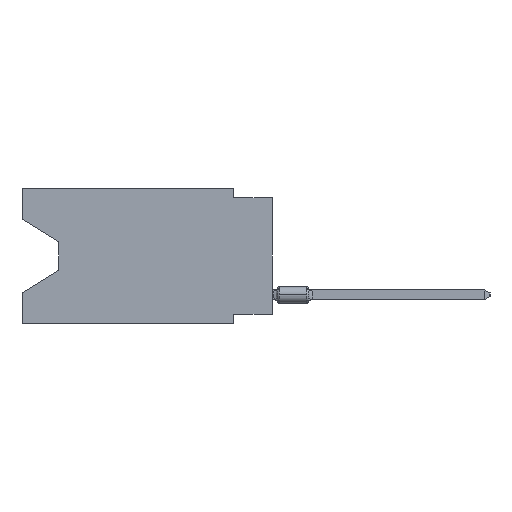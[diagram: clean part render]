
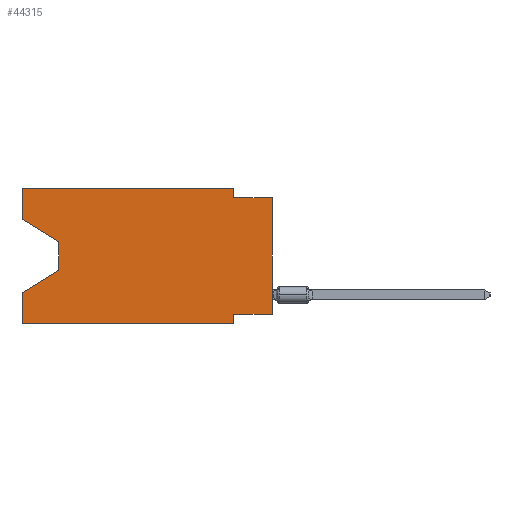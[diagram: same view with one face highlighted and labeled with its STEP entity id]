
A CAD part, left-side view. The second image highlights one B-rep face of the part: STEP entity #44315.
In plain terms, the highlighted planar face has unit normal (-1, 0, 0).
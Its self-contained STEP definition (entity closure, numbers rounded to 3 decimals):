
#613 = ORIENTED_EDGE ( 'NONE', *, *, #13521, .T. ) ;
#2328 = VERTEX_POINT ( 'NONE', #42729 ) ;
#3447 = DIRECTION ( 'NONE',  ( 0., 0., 1. ) ) ;
#5365 = CARTESIAN_POINT ( 'NONE',  ( 0., 0., -0.635 ) ) ;
#5446 = VERTEX_POINT ( 'NONE', #59517 ) ;
#6518 = ORIENTED_EDGE ( 'NONE', *, *, #16932, .F. ) ;
#6766 = EDGE_CURVE ( 'NONE', #29111, #37010, #19475, .T. ) ;
#7979 = EDGE_CURVE ( 'NONE', #33222, #23024, #56274, .T. ) ;
#9860 = ORIENTED_EDGE ( 'NONE', *, *, #17638, .T. ) ;
#10989 = VECTOR ( 'NONE', #29629, 1000. ) ;
#11476 = ORIENTED_EDGE ( 'NONE', *, *, #60034, .T. ) ;
#11820 = CARTESIAN_POINT ( 'NONE',  ( 0., 13.97, -5.385 ) ) ;
#11897 = CARTESIAN_POINT ( 'NONE',  ( 0., 0., 0. ) ) ;
#12372 = ORIENTED_EDGE ( 'NONE', *, *, #39217, .F. ) ;
#13089 = VECTOR ( 'NONE', #41706, 1000. ) ;
#13521 = EDGE_CURVE ( 'NONE', #32607, #37010, #62697, .T. ) ;
#14395 = CARTESIAN_POINT ( 'NONE',  ( 0., 16.383, -8.89 ) ) ;
#15190 = EDGE_CURVE ( 'NONE', #22550, #39165, #36503, .T. ) ;
#15695 = CARTESIAN_POINT ( 'NONE',  ( 0., 13.97, -3.505 ) ) ;
#16932 = EDGE_CURVE ( 'NONE', #37582, #33222, #49669, .T. ) ;
#17574 = DIRECTION ( 'NONE',  ( 0., 0., -1. ) ) ;
#17638 = EDGE_CURVE ( 'NONE', #29277, #32607, #61923, .T. ) ;
#18851 = CARTESIAN_POINT ( 'NONE',  ( 0., 16.383, 0. ) ) ;
#19475 = LINE ( 'NONE', #58943, #48957 ) ;
#20442 = DIRECTION ( 'NONE',  ( 0., 0., 1. ) ) ;
#21073 = ORIENTED_EDGE ( 'NONE', *, *, #58373, .F. ) ;
#21314 = CARTESIAN_POINT ( 'NONE',  ( 0., 2.54, -0.635 ) ) ;
#21805 = CARTESIAN_POINT ( 'NONE',  ( 0., 16.383, -2.038 ) ) ;
#22098 = CARTESIAN_POINT ( 'NONE',  ( 0., 16.383, 0. ) ) ;
#22550 = VERTEX_POINT ( 'NONE', #21314 ) ;
#23024 = VERTEX_POINT ( 'NONE', #58936 ) ;
#23281 = CARTESIAN_POINT ( 'NONE',  ( 0., 16.383, -6.852 ) ) ;
#25768 = ORIENTED_EDGE ( 'NONE', *, *, #59539, .T. ) ;
#26613 = ORIENTED_EDGE ( 'NONE', *, *, #6766, .F. ) ;
#26688 = LINE ( 'NONE', #21805, #34733 ) ;
#27310 = LINE ( 'NONE', #22098, #57841 ) ;
#28267 = DIRECTION ( 'NONE',  ( 0., -1., 0. ) ) ;
#29111 = VERTEX_POINT ( 'NONE', #14395 ) ;
#29277 = VERTEX_POINT ( 'NONE', #15695 ) ;
#29629 = DIRECTION ( 'NONE',  ( 0., -1., 0. ) ) ;
#30493 = LINE ( 'NONE', #45191, #43415 ) ;
#31275 = DIRECTION ( 'NONE',  ( 0., -0.855, -0.519 ) ) ;
#31489 = LINE ( 'NONE', #11897, #56828 ) ;
#31567 = VERTEX_POINT ( 'NONE', #57946 ) ;
#31583 = CARTESIAN_POINT ( 'NONE',  ( 0., 0., -0.635 ) ) ;
#32524 = LINE ( 'NONE', #53072, #56630 ) ;
#32607 = VERTEX_POINT ( 'NONE', #42998 ) ;
#33217 = PLANE ( 'NONE',  #63151 ) ;
#33222 = VERTEX_POINT ( 'NONE', #45543 ) ;
#34076 = ORIENTED_EDGE ( 'NONE', *, *, #58292, .T. ) ;
#34733 = VECTOR ( 'NONE', #31275, 1000. ) ;
#36503 = LINE ( 'NONE', #31583, #13089 ) ;
#37010 = VERTEX_POINT ( 'NONE', #23281 ) ;
#37579 = DIRECTION ( 'NONE',  ( 0., 0.855, -0.519 ) ) ;
#37582 = VERTEX_POINT ( 'NONE', #44300 ) ;
#39092 = LINE ( 'NONE', #48895, #10989 ) ;
#39165 = VERTEX_POINT ( 'NONE', #5365 ) ;
#39217 = EDGE_CURVE ( 'NONE', #5446, #22550, #30493, .T. ) ;
#40432 = ORIENTED_EDGE ( 'NONE', *, *, #15190, .F. ) ;
#41706 = DIRECTION ( 'NONE',  ( 0., -1., 0. ) ) ;
#42729 = CARTESIAN_POINT ( 'NONE',  ( 0., 16.383, -2.038 ) ) ;
#42998 = CARTESIAN_POINT ( 'NONE',  ( 0., 13.97, -5.385 ) ) ;
#43415 = VECTOR ( 'NONE', #60530, 1000. ) ;
#43474 = CARTESIAN_POINT ( 'NONE',  ( 0., 0., -8.255 ) ) ;
#44300 = CARTESIAN_POINT ( 'NONE',  ( 0., 0., -8.255 ) ) ;
#44315 = ADVANCED_FACE ( 'NONE', ( #57676 ), #33217, .F. ) ;
#45191 = CARTESIAN_POINT ( 'NONE',  ( 0., 2.54, 0. ) ) ;
#45543 = CARTESIAN_POINT ( 'NONE',  ( 0., 2.54, -8.255 ) ) ;
#46155 = DIRECTION ( 'NONE',  ( 0., 0., -1. ) ) ;
#47864 = DIRECTION ( 'NONE',  ( 0., 0., 1. ) ) ;
#48517 = VECTOR ( 'NONE', #63547, 1000. ) ;
#48541 = DIRECTION ( 'NONE',  ( 1., 0., 0. ) ) ;
#48895 = CARTESIAN_POINT ( 'NONE',  ( 0., 16.383, -8.89 ) ) ;
#48957 = VECTOR ( 'NONE', #3447, 1000. ) ;
#49669 = LINE ( 'NONE', #43474, #59893 ) ;
#51681 = CARTESIAN_POINT ( 'NONE',  ( 0., 2.54, -8.89 ) ) ;
#53072 = CARTESIAN_POINT ( 'NONE',  ( 0., 16.383, 0. ) ) ;
#54318 = ORIENTED_EDGE ( 'NONE', *, *, #7979, .F. ) ;
#56274 = LINE ( 'NONE', #51681, #59301 ) ;
#56408 = CARTESIAN_POINT ( 'NONE',  ( 0., 13.97, -3.505 ) ) ;
#56630 = VECTOR ( 'NONE', #47864, 1000. ) ;
#56828 = VECTOR ( 'NONE', #20442, 1000. ) ;
#57676 = FACE_OUTER_BOUND ( 'NONE', #61592, .T. ) ;
#57841 = VECTOR ( 'NONE', #28267, 1000. ) ;
#57946 = CARTESIAN_POINT ( 'NONE',  ( 0., 16.383, 0. ) ) ;
#58292 = EDGE_CURVE ( 'NONE', #2328, #29277, #26688, .T. ) ;
#58373 = EDGE_CURVE ( 'NONE', #2328, #31567, #32524, .T. ) ;
#58936 = CARTESIAN_POINT ( 'NONE',  ( 0., 2.54, -8.89 ) ) ;
#58943 = CARTESIAN_POINT ( 'NONE',  ( 0., 16.383, 0. ) ) ;
#59301 = VECTOR ( 'NONE', #46155, 1000. ) ;
#59517 = CARTESIAN_POINT ( 'NONE',  ( 0., 2.54, 0. ) ) ;
#59539 = EDGE_CURVE ( 'NONE', #29111, #23024, #39092, .T. ) ;
#59893 = VECTOR ( 'NONE', #63048, 1000. ) ;
#60034 = EDGE_CURVE ( 'NONE', #37582, #39165, #31489, .T. ) ;
#60530 = DIRECTION ( 'NONE',  ( 0., 0., -1. ) ) ;
#61592 = EDGE_LOOP ( 'NONE', ( #34076, #9860, #613, #26613, #25768, #54318, #6518, #11476, #40432, #12372, #62177, #21073 ) ) ;
#61869 = EDGE_CURVE ( 'NONE', #31567, #5446, #27310, .T. ) ;
#61923 = LINE ( 'NONE', #56408, #48517 ) ;
#62093 = VECTOR ( 'NONE', #37579, 1000. ) ;
#62177 = ORIENTED_EDGE ( 'NONE', *, *, #61869, .F. ) ;
#62697 = LINE ( 'NONE', #11820, #62093 ) ;
#63048 = DIRECTION ( 'NONE',  ( 0., 1., 0. ) ) ;
#63151 = AXIS2_PLACEMENT_3D ( 'NONE', #18851, #48541, #17574 ) ;
#63547 = DIRECTION ( 'NONE',  ( 0., 0., -1. ) ) ;
